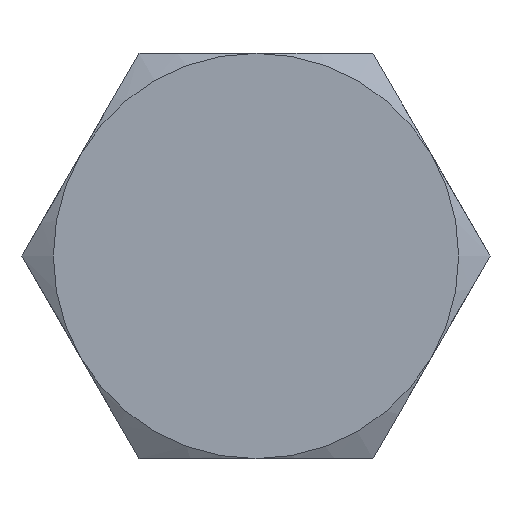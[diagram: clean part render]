
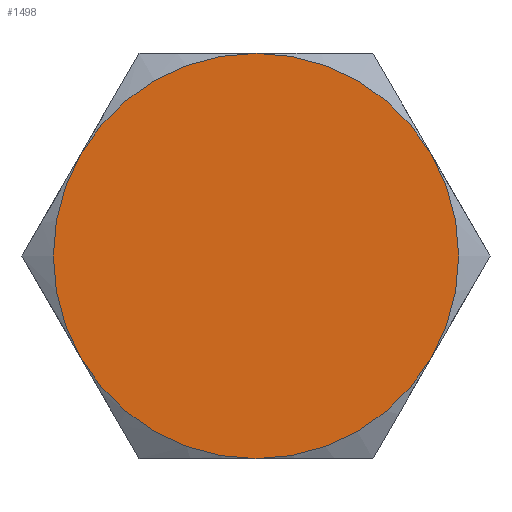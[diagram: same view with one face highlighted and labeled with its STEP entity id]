
A CAD part, left-side view. The second image highlights one B-rep face of the part: STEP entity #1498.
In plain terms, the highlighted planar face has unit normal (-1, 0, 0).
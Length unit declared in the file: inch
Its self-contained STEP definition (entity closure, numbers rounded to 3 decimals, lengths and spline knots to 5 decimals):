
#355 = CARTESIAN_POINT ( 'NONE',  ( -0.57812, 0.18944, 0.10937 ) ) ;
#358 = DIRECTION ( 'NONE',  ( 0., 0., 1. ) ) ;
#362 = DIRECTION ( 'NONE',  ( -1., 0., 0. ) ) ;
#367 = PLANE ( 'NONE',  #4416 ) ;
#385 = CARTESIAN_POINT ( 'NONE',  ( -0.57812, 0.1263, 0.21875 ) ) ;
#396 = CARTESIAN_POINT ( 'NONE',  ( -0.57812, -0.18944, 0.10937 ) ) ;
#411 = CARTESIAN_POINT ( 'NONE',  ( -0.57812, -0.18944, -0.10937 ) ) ;
#458 = CARTESIAN_POINT ( 'NONE',  ( -0.57812, 0., -0.21875 ) ) ;
#464 = CARTESIAN_POINT ( 'NONE',  ( -0.57812, 0.18944, -0.10937 ) ) ;
#469 = CARTESIAN_POINT ( 'NONE',  ( -0.57812, 0., 0.21875 ) ) ;
#1498 = ADVANCED_FACE ( 'NONE', ( #1560 ), #367, .T. ) ;
#1560 = FACE_OUTER_BOUND ( 'NONE', #2082, .T. ) ;
#1984 = ORIENTED_EDGE ( 'NONE', *, *, #4451, .T. ) ;
#2072 = ORIENTED_EDGE ( 'NONE', *, *, #4434, .T. ) ;
#2074 = ORIENTED_EDGE ( 'NONE', *, *, #4388, .T. ) ;
#2082 = EDGE_LOOP ( 'NONE', ( #2104, #2096, #2087, #2072, #2074, #1984 ) ) ;
#2087 = ORIENTED_EDGE ( 'NONE', *, *, #4461, .T. ) ;
#2096 = ORIENTED_EDGE ( 'NONE', *, *, #4444, .T. ) ;
#2104 = ORIENTED_EDGE ( 'NONE', *, *, #4375, .T. ) ;
#2858 = DIRECTION ( 'NONE',  ( 0., 0., 1. ) ) ;
#2859 = DIRECTION ( 'NONE',  ( -1., 0., 0. ) ) ;
#2860 = CARTESIAN_POINT ( 'NONE',  ( -0.57812, 0., 0. ) ) ;
#2944 = DIRECTION ( 'NONE',  ( 0., 0., 1. ) ) ;
#2945 = DIRECTION ( 'NONE',  ( -1., 0., 0. ) ) ;
#2946 = CARTESIAN_POINT ( 'NONE',  ( -0.57812, 0., 0. ) ) ;
#2978 = DIRECTION ( 'NONE',  ( 0., 0., 1. ) ) ;
#2979 = DIRECTION ( 'NONE',  ( -1., 0., 0. ) ) ;
#2980 = CARTESIAN_POINT ( 'NONE',  ( -0.57812, 0., 0. ) ) ;
#3035 = DIRECTION ( 'NONE',  ( 0., 0., 1. ) ) ;
#3036 = DIRECTION ( 'NONE',  ( -1., 0., 0. ) ) ;
#3046 = CARTESIAN_POINT ( 'NONE',  ( -0.57812, 0., 0. ) ) ;
#3452 = CIRCLE ( 'NONE', #4517, 0.21875 ) ;
#3478 = CIRCLE ( 'NONE', #4273, 0.21875 ) ;
#3481 = CIRCLE ( 'NONE', #4328, 0.21875 ) ;
#3599 = DIRECTION ( 'NONE',  ( 0., 0., 1. ) ) ;
#3600 = DIRECTION ( 'NONE',  ( -1., 0., 0. ) ) ;
#3610 = CARTESIAN_POINT ( 'NONE',  ( -0.57812, 0., 0. ) ) ;
#3646 = DIRECTION ( 'NONE',  ( 0., 0., 1. ) ) ;
#3647 = DIRECTION ( 'NONE',  ( -1., 0., 0. ) ) ;
#3655 = VERTEX_POINT ( 'NONE', #464 ) ;
#3656 = VERTEX_POINT ( 'NONE', #469 ) ;
#3662 = VERTEX_POINT ( 'NONE', #458 ) ;
#3803 = VERTEX_POINT ( 'NONE', #411 ) ;
#3813 = VERTEX_POINT ( 'NONE', #396 ) ;
#3852 = VERTEX_POINT ( 'NONE', #355 ) ;
#4273 = AXIS2_PLACEMENT_3D ( 'NONE', #2980, #2979, #2978 ) ;
#4286 = AXIS2_PLACEMENT_3D ( 'NONE', #3046, #3036, #3035 ) ;
#4328 = AXIS2_PLACEMENT_3D ( 'NONE', #2860, #2859, #2858 ) ;
#4375 = EDGE_CURVE ( 'NONE', #3813, #3656, #4624, .T. ) ;
#4388 = EDGE_CURVE ( 'NONE', #3662, #3803, #4596, .T. ) ;
#4414 = AXIS2_PLACEMENT_3D ( 'NONE', #3610, #3600, #3599 ) ;
#4416 = AXIS2_PLACEMENT_3D ( 'NONE', #385, #362, #358 ) ;
#4434 = EDGE_CURVE ( 'NONE', #3655, #3662, #4570, .T. ) ;
#4436 = AXIS2_PLACEMENT_3D ( 'NONE', #4537, #3647, #3646 ) ;
#4444 = EDGE_CURVE ( 'NONE', #3656, #3852, #3478, .T. ) ;
#4451 = EDGE_CURVE ( 'NONE', #3803, #3813, #3452, .T. ) ;
#4461 = EDGE_CURVE ( 'NONE', #3852, #3655, #3481, .T. ) ;
#4517 = AXIS2_PLACEMENT_3D ( 'NONE', #2946, #2945, #2944 ) ;
#4537 = CARTESIAN_POINT ( 'NONE',  ( -0.57812, 0., 0. ) ) ;
#4570 = CIRCLE ( 'NONE', #4286, 0.21875 ) ;
#4596 = CIRCLE ( 'NONE', #4414, 0.21875 ) ;
#4624 = CIRCLE ( 'NONE', #4436, 0.21875 ) ;
